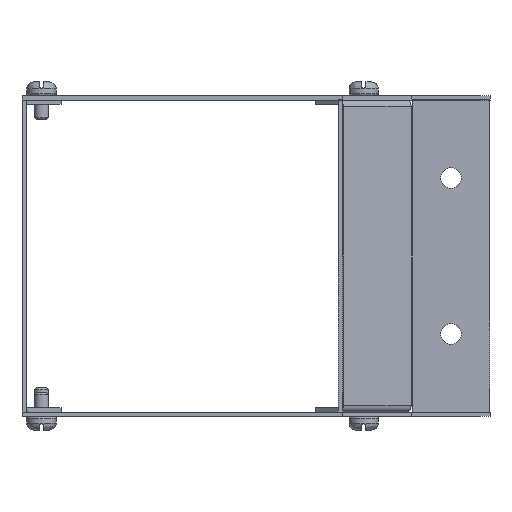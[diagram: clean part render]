
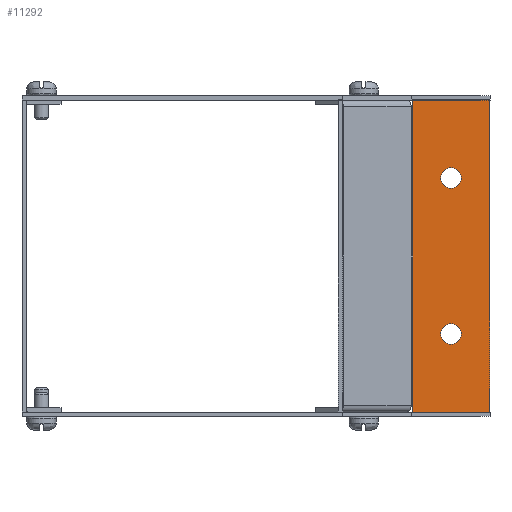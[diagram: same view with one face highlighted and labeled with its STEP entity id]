
A CAD part, front view. The second image highlights one B-rep face of the part: STEP entity #11292.
In plain terms, the highlighted planar face has unit normal (0, -1, 0).
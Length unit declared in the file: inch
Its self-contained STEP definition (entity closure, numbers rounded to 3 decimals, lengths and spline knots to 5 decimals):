
#585 = LINE ( 'NONE', #3962, #3211 ) ;
#586 = DIRECTION ( 'NONE',  ( -1., 0., 0. ) ) ;
#683 = CIRCLE ( 'NONE', #11908, 0.133 ) ;
#796 = EDGE_CURVE ( 'NONE', #5216, #1611, #6235, .T. ) ;
#910 = ORIENTED_EDGE ( 'NONE', *, *, #6625, .T. ) ;
#1216 = VERTEX_POINT ( 'NONE', #4014 ) ;
#1354 = EDGE_CURVE ( 'NONE', #1216, #2672, #6711, .T. ) ;
#1459 = CARTESIAN_POINT ( 'NONE',  ( 2.95394, -2.05708, 0. ) ) ;
#1487 = CARTESIAN_POINT ( 'NONE',  ( 2.95394, -2.05708, -4. ) ) ;
#1611 = VERTEX_POINT ( 'NONE', #8026 ) ;
#1785 = EDGE_LOOP ( 'NONE', ( #2287, #2679 ) ) ;
#2214 = CARTESIAN_POINT ( 'NONE',  ( 3.44292, -2.05708, -3. ) ) ;
#2287 = ORIENTED_EDGE ( 'NONE', *, *, #796, .T. ) ;
#2475 = CARTESIAN_POINT ( 'NONE',  ( 2.95394, -2.05708, -0.086 ) ) ;
#2632 = EDGE_CURVE ( 'NONE', #4771, #6968, #6750, .T. ) ;
#2672 = VERTEX_POINT ( 'NONE', #10988 ) ;
#2679 = ORIENTED_EDGE ( 'NONE', *, *, #6583, .T. ) ;
#2775 = DIRECTION ( 'NONE',  ( 0., 1., 0. ) ) ;
#2801 = VECTOR ( 'NONE', #10601, 39.37008 ) ;
#3113 = ORIENTED_EDGE ( 'NONE', *, *, #12263, .T. ) ;
#3211 = VECTOR ( 'NONE', #10829, 39.37008 ) ;
#3343 = DIRECTION ( 'NONE',  ( 0., -1., 0. ) ) ;
#3374 = DIRECTION ( 'NONE',  ( 0., 0., -1. ) ) ;
#3516 = DIRECTION ( 'NONE',  ( -1., 0., 0. ) ) ;
#3662 = AXIS2_PLACEMENT_3D ( 'NONE', #12805, #2775, #13973 ) ;
#3868 = EDGE_CURVE ( 'NONE', #12995, #4962, #585, .T. ) ;
#3962 = CARTESIAN_POINT ( 'NONE',  ( 3.94292, -2.05708, 0. ) ) ;
#4014 = CARTESIAN_POINT ( 'NONE',  ( 3.30992, -2.05708, -1. ) ) ;
#4452 = DIRECTION ( 'NONE',  ( -1., 0., 0. ) ) ;
#4771 = VERTEX_POINT ( 'NONE', #5670 ) ;
#4890 = ORIENTED_EDGE ( 'NONE', *, *, #9740, .T. ) ;
#4962 = VERTEX_POINT ( 'NONE', #9879 ) ;
#5186 = VECTOR ( 'NONE', #586, 39.37008 ) ;
#5216 = VERTEX_POINT ( 'NONE', #10457 ) ;
#5458 = DIRECTION ( 'NONE',  ( -1., 0., 0. ) ) ;
#5545 = CARTESIAN_POINT ( 'NONE',  ( 3.44292, -2.05708, -1. ) ) ;
#5595 = EDGE_CURVE ( 'NONE', #2672, #1216, #7224, .T. ) ;
#5670 = CARTESIAN_POINT ( 'NONE',  ( 2.95394, -2.05708, 0. ) ) ;
#5679 = PLANE ( 'NONE',  #11530 ) ;
#5814 = EDGE_CURVE ( 'NONE', #12722, #12995, #11172, .T. ) ;
#6235 = CIRCLE ( 'NONE', #11369, 0.133 ) ;
#6274 = DIRECTION ( 'NONE',  ( 0., 1., 0. ) ) ;
#6583 = EDGE_CURVE ( 'NONE', #1611, #5216, #683, .T. ) ;
#6625 = EDGE_CURVE ( 'NONE', #10868, #12722, #13832, .T. ) ;
#6666 = LINE ( 'NONE', #13174, #12037 ) ;
#6687 = ORIENTED_EDGE ( 'NONE', *, *, #5595, .T. ) ;
#6711 = CIRCLE ( 'NONE', #3662, 0.133 ) ;
#6714 = CARTESIAN_POINT ( 'NONE',  ( 0.66942, -2.05708, -4. ) ) ;
#6750 = LINE ( 'NONE', #7837, #11367 ) ;
#6968 = VERTEX_POINT ( 'NONE', #2475 ) ;
#7224 = CIRCLE ( 'NONE', #8845, 0.133 ) ;
#7376 = CARTESIAN_POINT ( 'NONE',  ( 3.44292, -2.05708, -3. ) ) ;
#7837 = CARTESIAN_POINT ( 'NONE',  ( 2.95394, -2.05708, 0. ) ) ;
#8026 = CARTESIAN_POINT ( 'NONE',  ( 3.57592, -2.05708, -3. ) ) ;
#8035 = EDGE_LOOP ( 'NONE', ( #12667, #6687 ) ) ;
#8845 = AXIS2_PLACEMENT_3D ( 'NONE', #5545, #10008, #4452 ) ;
#9059 = CARTESIAN_POINT ( 'NONE',  ( 2.95394, -2.05708, -3.914 ) ) ;
#9300 = CARTESIAN_POINT ( 'NONE',  ( 0.66942, -2.05708, 0. ) ) ;
#9323 = VECTOR ( 'NONE', #9993, 39.37008 ) ;
#9740 = EDGE_CURVE ( 'NONE', #4962, #4771, #13700, .T. ) ;
#9879 = CARTESIAN_POINT ( 'NONE',  ( 3.94292, -2.05708, 0. ) ) ;
#9993 = DIRECTION ( 'NONE',  ( 1., 0., 0. ) ) ;
#10008 = DIRECTION ( 'NONE',  ( 0., 1., 0. ) ) ;
#10457 = CARTESIAN_POINT ( 'NONE',  ( 3.30992, -2.05708, -3. ) ) ;
#10601 = DIRECTION ( 'NONE',  ( 0., 0., -1. ) ) ;
#10829 = DIRECTION ( 'NONE',  ( 0., 0., 1. ) ) ;
#10868 = VERTEX_POINT ( 'NONE', #9059 ) ;
#10953 = FACE_OUTER_BOUND ( 'NONE', #11680, .T. ) ;
#10988 = CARTESIAN_POINT ( 'NONE',  ( 3.57592, -2.05708, -1. ) ) ;
#11032 = FACE_BOUND ( 'NONE', #1785, .T. ) ;
#11172 = LINE ( 'NONE', #6714, #9323 ) ;
#11292 = ADVANCED_FACE ( 'NONE', ( #10953, #14324, #11032 ), #5679, .T. ) ;
#11347 = DIRECTION ( 'NONE',  ( 0., 1., 0. ) ) ;
#11367 = VECTOR ( 'NONE', #3374, 39.37008 ) ;
#11369 = AXIS2_PLACEMENT_3D ( 'NONE', #7376, #6274, #11837 ) ;
#11530 = AXIS2_PLACEMENT_3D ( 'NONE', #12201, #3343, #5458 ) ;
#11639 = ORIENTED_EDGE ( 'NONE', *, *, #2632, .T. ) ;
#11680 = EDGE_LOOP ( 'NONE', ( #14197, #12522, #4890, #11639, #3113, #910 ) ) ;
#11837 = DIRECTION ( 'NONE',  ( -1., 0., 0. ) ) ;
#11908 = AXIS2_PLACEMENT_3D ( 'NONE', #2214, #11347, #3516 ) ;
#12037 = VECTOR ( 'NONE', #14422, 39.37008 ) ;
#12201 = CARTESIAN_POINT ( 'NONE',  ( 0.66942, -2.05708, 0. ) ) ;
#12263 = EDGE_CURVE ( 'NONE', #6968, #10868, #6666, .T. ) ;
#12522 = ORIENTED_EDGE ( 'NONE', *, *, #3868, .T. ) ;
#12667 = ORIENTED_EDGE ( 'NONE', *, *, #1354, .T. ) ;
#12722 = VERTEX_POINT ( 'NONE', #1487 ) ;
#12805 = CARTESIAN_POINT ( 'NONE',  ( 3.44292, -2.05708, -1. ) ) ;
#12995 = VERTEX_POINT ( 'NONE', #13415 ) ;
#13174 = CARTESIAN_POINT ( 'NONE',  ( 2.95394, -2.05708, 0. ) ) ;
#13415 = CARTESIAN_POINT ( 'NONE',  ( 3.94292, -2.05708, -4. ) ) ;
#13700 = LINE ( 'NONE', #9300, #5186 ) ;
#13832 = LINE ( 'NONE', #1459, #2801 ) ;
#13973 = DIRECTION ( 'NONE',  ( -1., 0., 0. ) ) ;
#14197 = ORIENTED_EDGE ( 'NONE', *, *, #5814, .T. ) ;
#14324 = FACE_BOUND ( 'NONE', #8035, .T. ) ;
#14422 = DIRECTION ( 'NONE',  ( 0., 0., -1. ) ) ;
